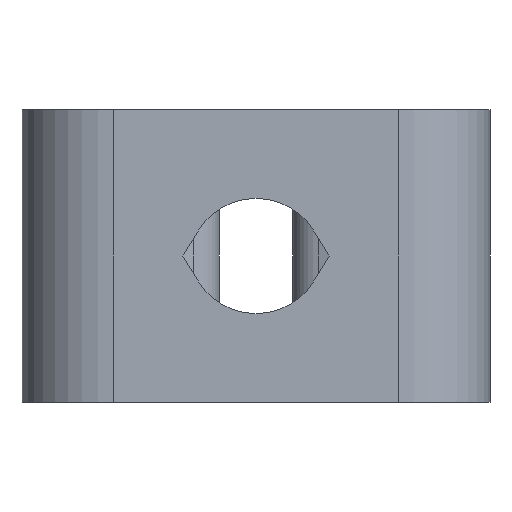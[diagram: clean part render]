
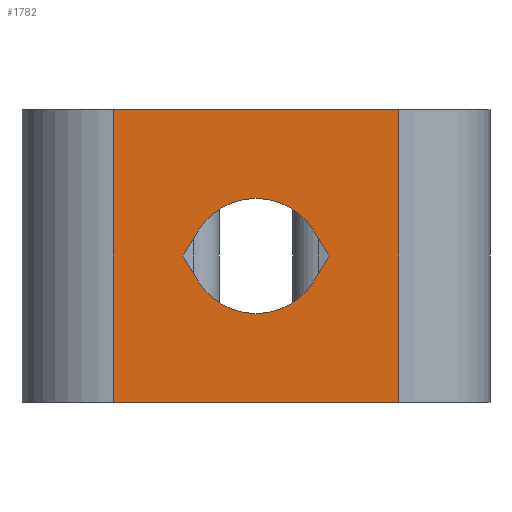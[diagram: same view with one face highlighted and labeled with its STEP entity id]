
A CAD part, front view. The second image highlights one B-rep face of the part: STEP entity #1782.
In plain terms, the highlighted planar face has unit normal (0, -1, 0).
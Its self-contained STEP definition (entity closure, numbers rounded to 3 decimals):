
#14 = EDGE_CURVE ( 'NONE', #1709, #1550, #1328, .T. ) ;
#21 = EDGE_CURVE ( 'NONE', #936, #1709, #1182, .T. ) ;
#36 = CARTESIAN_POINT ( 'NONE',  ( 3.9, -0.5, 8. ) ) ;
#54 = AXIS2_PLACEMENT_3D ( 'NONE', #1225, #1839, #1731 ) ;
#88 = EDGE_CURVE ( 'NONE', #2005, #2037, #447, .T. ) ;
#109 = EDGE_CURVE ( 'NONE', #1315, #970, #2027, .T. ) ;
#169 = CARTESIAN_POINT ( 'NONE',  ( -2., -0.5, 4. ) ) ;
#199 = DIRECTION ( 'NONE',  ( -0.519, 0., 0.855 ) ) ;
#273 = EDGE_CURVE ( 'NONE', #1261, #2037, #558, .T. ) ;
#314 = CARTESIAN_POINT ( 'NONE',  ( 3.9, -0.5, 8. ) ) ;
#334 = VECTOR ( 'NONE', #1822, 1000. ) ;
#339 = CARTESIAN_POINT ( 'NONE',  ( 1.585, -0.5, 3.316 ) ) ;
#349 = DIRECTION ( 'NONE',  ( 0.519, 0., 0.855 ) ) ;
#386 = EDGE_CURVE ( 'NONE', #2096, #936, #1764, .T. ) ;
#389 = DIRECTION ( 'NONE',  ( -1., 0., 0. ) ) ;
#408 = ORIENTED_EDGE ( 'NONE', *, *, #1152, .F. ) ;
#439 = EDGE_LOOP ( 'NONE', ( #1000, #1423, #1370, #1453 ) ) ;
#447 = LINE ( 'NONE', #36, #695 ) ;
#450 = VECTOR ( 'NONE', #1267, 1000. ) ;
#457 = CARTESIAN_POINT ( 'NONE',  ( 1.585, -0.5, 3.316 ) ) ;
#463 = ORIENTED_EDGE ( 'NONE', *, *, #109, .F. ) ;
#558 = LINE ( 'NONE', #1588, #450 ) ;
#564 = DIRECTION ( 'NONE',  ( 0., 1., 0. ) ) ;
#566 = CARTESIAN_POINT ( 'NONE',  ( -2., -0.5, 4. ) ) ;
#575 = VECTOR ( 'NONE', #1296, 1000. ) ;
#683 = LINE ( 'NONE', #1162, #575 ) ;
#687 = AXIS2_PLACEMENT_3D ( 'NONE', #1194, #1987, #1373 ) ;
#695 = VECTOR ( 'NONE', #1396, 1000. ) ;
#701 = CARTESIAN_POINT ( 'NONE',  ( 1.585, -0.5, 4.684 ) ) ;
#860 = ORIENTED_EDGE ( 'NONE', *, *, #1520, .F. ) ;
#882 = ORIENTED_EDGE ( 'NONE', *, *, #14, .F. ) ;
#892 = CIRCLE ( 'NONE', #54, 1.854 ) ;
#936 = VERTEX_POINT ( 'NONE', #1728 ) ;
#942 = ORIENTED_EDGE ( 'NONE', *, *, #21, .F. ) ;
#954 = VECTOR ( 'NONE', #199, 1000. ) ;
#966 = ORIENTED_EDGE ( 'NONE', *, *, #386, .F. ) ;
#970 = VERTEX_POINT ( 'NONE', #1466 ) ;
#1000 = ORIENTED_EDGE ( 'NONE', *, *, #273, .T. ) ;
#1075 = FACE_BOUND ( 'NONE', #1643, .T. ) ;
#1152 = EDGE_CURVE ( 'NONE', #970, #2096, #892, .T. ) ;
#1158 = CARTESIAN_POINT ( 'NONE',  ( -2., -0.5, 4. ) ) ;
#1162 = CARTESIAN_POINT ( 'NONE',  ( 3.9, -0.5, 8. ) ) ;
#1167 = VERTEX_POINT ( 'NONE', #1209 ) ;
#1182 = LINE ( 'NONE', #701, #954 ) ;
#1194 = CARTESIAN_POINT ( 'NONE',  ( 0., -0.5, 3.721 ) ) ;
#1209 = CARTESIAN_POINT ( 'NONE',  ( -3.9, -0.5, 8. ) ) ;
#1225 = CARTESIAN_POINT ( 'NONE',  ( 0., -0.5, 4.279 ) ) ;
#1261 = VERTEX_POINT ( 'NONE', #1416 ) ;
#1267 = DIRECTION ( 'NONE',  ( 1., 0., 0. ) ) ;
#1270 = DIRECTION ( 'NONE',  ( -0.519, 0., -0.855 ) ) ;
#1278 = EDGE_CURVE ( 'NONE', #1167, #1261, #2024, .T. ) ;
#1296 = DIRECTION ( 'NONE',  ( 1., 0., 0. ) ) ;
#1299 = PLANE ( 'NONE',  #1796 ) ;
#1315 = VERTEX_POINT ( 'NONE', #169 ) ;
#1328 = CIRCLE ( 'NONE', #687, 1.854 ) ;
#1370 = ORIENTED_EDGE ( 'NONE', *, *, #2138, .F. ) ;
#1373 = DIRECTION ( 'NONE',  ( -1., 0., 0. ) ) ;
#1388 = DIRECTION ( 'NONE',  ( 0.519, 0., -0.855 ) ) ;
#1396 = DIRECTION ( 'NONE',  ( 0., 0., -1. ) ) ;
#1416 = CARTESIAN_POINT ( 'NONE',  ( -3.9, -0.5, 0. ) ) ;
#1423 = ORIENTED_EDGE ( 'NONE', *, *, #88, .F. ) ;
#1453 = ORIENTED_EDGE ( 'NONE', *, *, #1278, .T. ) ;
#1466 = CARTESIAN_POINT ( 'NONE',  ( -1.585, -0.5, 3.316 ) ) ;
#1504 = CARTESIAN_POINT ( 'NONE',  ( -3.9, -0.5, 8. ) ) ;
#1520 = EDGE_CURVE ( 'NONE', #1550, #1315, #1676, .T. ) ;
#1550 = VERTEX_POINT ( 'NONE', #1801 ) ;
#1559 = FACE_OUTER_BOUND ( 'NONE', #439, .T. ) ;
#1560 = CARTESIAN_POINT ( 'NONE',  ( 1.585, -0.5, 4.684 ) ) ;
#1588 = CARTESIAN_POINT ( 'NONE',  ( 3.9, -0.5, 0. ) ) ;
#1623 = VECTOR ( 'NONE', #349, 1000. ) ;
#1639 = VECTOR ( 'NONE', #1270, 1000. ) ;
#1643 = EDGE_LOOP ( 'NONE', ( #408, #463, #860, #882, #942, #966 ) ) ;
#1676 = LINE ( 'NONE', #1158, #1639 ) ;
#1709 = VERTEX_POINT ( 'NONE', #1560 ) ;
#1728 = CARTESIAN_POINT ( 'NONE',  ( 2., -0.5, 4. ) ) ;
#1731 = DIRECTION ( 'NONE',  ( 1., 0., 0. ) ) ;
#1764 = LINE ( 'NONE', #339, #1623 ) ;
#1782 = ADVANCED_FACE ( 'NONE', ( #1075, #1559 ), #1299, .F. ) ;
#1796 = AXIS2_PLACEMENT_3D ( 'NONE', #2135, #564, #389 ) ;
#1801 = CARTESIAN_POINT ( 'NONE',  ( -1.585, -0.5, 4.684 ) ) ;
#1822 = DIRECTION ( 'NONE',  ( 0., 0., -1. ) ) ;
#1839 = DIRECTION ( 'NONE',  ( 0., -1., 0. ) ) ;
#1951 = CARTESIAN_POINT ( 'NONE',  ( 3.9, -0.5, 0. ) ) ;
#1961 = VECTOR ( 'NONE', #1388, 1000. ) ;
#1987 = DIRECTION ( 'NONE',  ( 0., -1., 0. ) ) ;
#2005 = VERTEX_POINT ( 'NONE', #314 ) ;
#2024 = LINE ( 'NONE', #1504, #334 ) ;
#2027 = LINE ( 'NONE', #566, #1961 ) ;
#2037 = VERTEX_POINT ( 'NONE', #1951 ) ;
#2096 = VERTEX_POINT ( 'NONE', #457 ) ;
#2135 = CARTESIAN_POINT ( 'NONE',  ( 3.9, -0.5, 8. ) ) ;
#2138 = EDGE_CURVE ( 'NONE', #1167, #2005, #683, .T. ) ;
